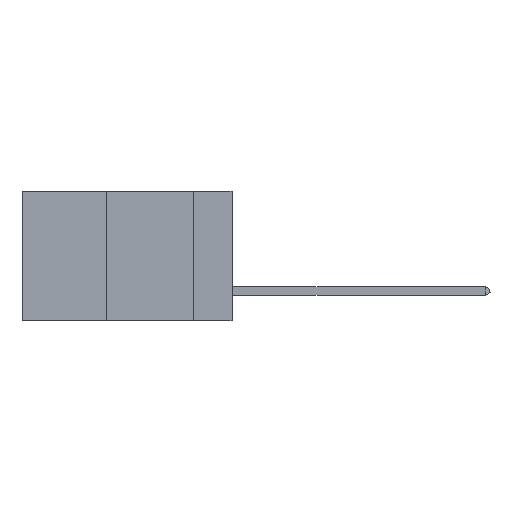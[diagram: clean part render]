
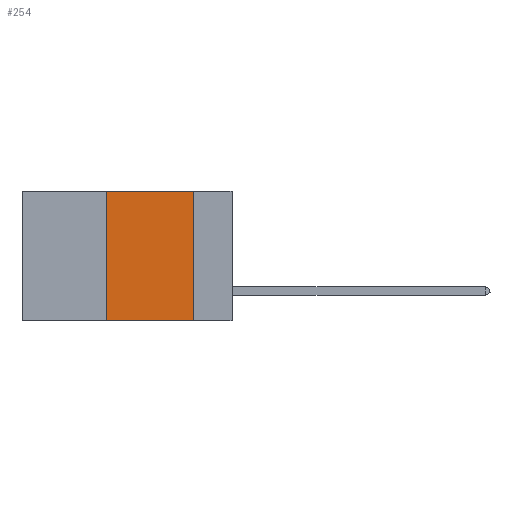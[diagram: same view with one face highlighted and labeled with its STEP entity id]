
A CAD part, left-side view. The second image highlights one B-rep face of the part: STEP entity #254.
In plain terms, the highlighted planar face has unit normal (-1, 0, 0).
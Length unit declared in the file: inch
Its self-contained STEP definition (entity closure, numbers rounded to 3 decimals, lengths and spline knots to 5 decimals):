
#254 = ADVANCED_FACE ( 'NONE', ( #3732 ), #8872, .F. ) ;
#884 = CARTESIAN_POINT ( 'NONE',  ( 0., 0.36, -0.37 ) ) ;
#895 = AXIS2_PLACEMENT_3D ( 'NONE', #27598, #20003, #4771 ) ;
#3686 = CARTESIAN_POINT ( 'NONE',  ( 0., 0.11, -0.37 ) ) ;
#3732 = FACE_OUTER_BOUND ( 'NONE', #9043, .T. ) ;
#4771 = DIRECTION ( 'NONE',  ( 0., 0., -1. ) ) ;
#5257 = VECTOR ( 'NONE', #22991, 39.37008 ) ;
#6405 = CARTESIAN_POINT ( 'NONE',  ( 0., 0.11, 0. ) ) ;
#6632 = VERTEX_POINT ( 'NONE', #12374 ) ;
#8872 = PLANE ( 'NONE',  #895 ) ;
#9043 = EDGE_LOOP ( 'NONE', ( #9665, #13993, #30409, #9502 ) ) ;
#9502 = ORIENTED_EDGE ( 'NONE', *, *, #18397, .T. ) ;
#9632 = CARTESIAN_POINT ( 'NONE',  ( 0., 0.36, 0. ) ) ;
#9665 = ORIENTED_EDGE ( 'NONE', *, *, #25122, .F. ) ;
#10189 = CARTESIAN_POINT ( 'NONE',  ( 0., 0.6, -0.37 ) ) ;
#10675 = LINE ( 'NONE', #33215, #26475 ) ;
#11062 = LINE ( 'NONE', #11882, #26875 ) ;
#11250 = EDGE_CURVE ( 'NONE', #6632, #12066, #11062, .T. ) ;
#11882 = CARTESIAN_POINT ( 'NONE',  ( 0., 0.6, 0. ) ) ;
#12032 = VERTEX_POINT ( 'NONE', #3686 ) ;
#12066 = VERTEX_POINT ( 'NONE', #6405 ) ;
#12374 = CARTESIAN_POINT ( 'NONE',  ( 0., 0.36, 0. ) ) ;
#12554 = DIRECTION ( 'NONE',  ( 0., 0., -1. ) ) ;
#13993 = ORIENTED_EDGE ( 'NONE', *, *, #11250, .F. ) ;
#18397 = EDGE_CURVE ( 'NONE', #28254, #12032, #20302, .T. ) ;
#20003 = DIRECTION ( 'NONE',  ( 1., 0., 0. ) ) ;
#20302 = LINE ( 'NONE', #10189, #5257 ) ;
#22666 = DIRECTION ( 'NONE',  ( 0., 0., 1. ) ) ;
#22991 = DIRECTION ( 'NONE',  ( 0., -1., 0. ) ) ;
#24361 = VECTOR ( 'NONE', #22666, 39.37008 ) ;
#25122 = EDGE_CURVE ( 'NONE', #12066, #12032, #10675, .T. ) ;
#25567 = LINE ( 'NONE', #9632, #24361 ) ;
#26475 = VECTOR ( 'NONE', #12554, 39.37008 ) ;
#26643 = EDGE_CURVE ( 'NONE', #28254, #6632, #25567, .T. ) ;
#26875 = VECTOR ( 'NONE', #29887, 39.37008 ) ;
#27598 = CARTESIAN_POINT ( 'NONE',  ( 0., 0.6, 0. ) ) ;
#28254 = VERTEX_POINT ( 'NONE', #884 ) ;
#29887 = DIRECTION ( 'NONE',  ( 0., -1., 0. ) ) ;
#30409 = ORIENTED_EDGE ( 'NONE', *, *, #26643, .F. ) ;
#33215 = CARTESIAN_POINT ( 'NONE',  ( 0., 0.11, 0. ) ) ;
